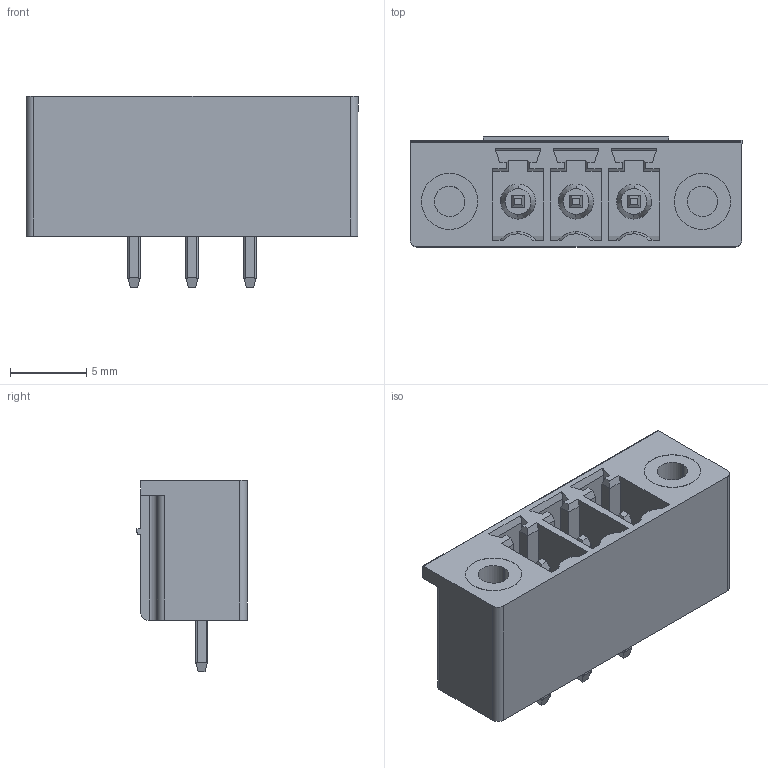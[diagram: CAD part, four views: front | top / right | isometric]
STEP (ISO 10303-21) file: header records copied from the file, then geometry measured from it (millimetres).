
FILE_DESCRIPTION(('STEP AP214'),'1');
FILE_NAME('cctmp_673E7D73-D688-40E1-97BA-0E397A199734_2023_02_22_10_45_50_0538_12296..stp','2023-02-22T10:45:50',('PHOENIX CONTACT Deutschland GmbH'),('CADClick - www.CADClick.com'),'Spatial InterOp 3D',' ','unknown authorization');
FILE_SCHEMA(('AUTOMOTIVE_DESIGN'));
Length unit declared in the file: millimetre
Products named in the file (5): 2023_02_22_10_45_50_0335; 2023_02_22_10_45_50_0538; 2023_02_22_10_45_50_0523; 2023_02_22_10_45_50_0507; 2023_02_22_10_45_50_0476
Assembly tree (4 placements, depth 2):
  2023_02_22_10_45_50_0335
    2023_02_22_10_45_50_0538
    2023_02_22_10_45_50_0523
    2023_02_22_10_45_50_0507
    2023_02_22_10_45_50_0476
Bounding box: 21.82 x 7.25 x 12.6 mm (x, y, z)
Volume: 932.2 mm3; surface area: 1547.5 mm2
Topology: 4 solids, 4 shells, 659 faces, 1843 edges, 1222 vertices
Faces by surface type: plane 547, cylinder 86, cone 20, sphere 6
Entity records: 41562 total; most frequent: CARTESIAN_POINT 4587, ORIENTED_EDGE 3674, STYLED_ITEM 3568, PRESENTATION_STYLE_ASSIGNMENT 3568, COLOUR_RGB 3568, DIRECTION 3309, EDGE_CURVE 1837, CURVE_STYLE 1782
